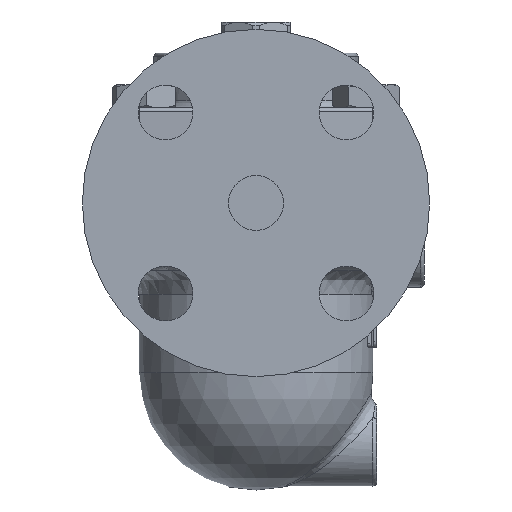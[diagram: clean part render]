
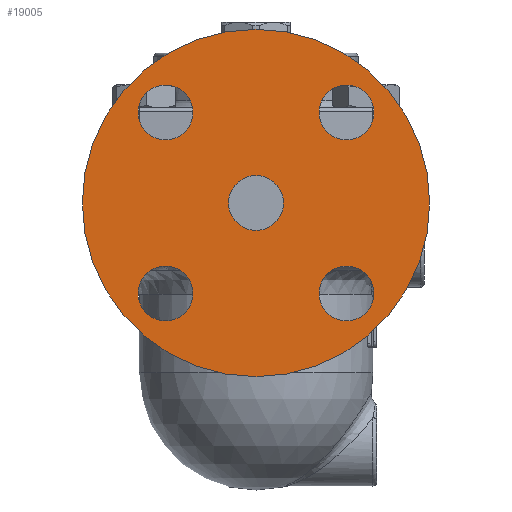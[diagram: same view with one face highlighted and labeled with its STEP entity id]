
A CAD part, left-side view. The second image highlights one B-rep face of the part: STEP entity #19005.
In plain terms, the highlighted planar face has unit normal (-1, 0, 0).
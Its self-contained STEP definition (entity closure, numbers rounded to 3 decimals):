
#18934=CARTESIAN_POINT('',(-85.0,0.0,-1.));
#18935=DIRECTION('',(1.0,0.0,0.0));
#18936=DIRECTION('',(0.0,0.0,-1.0));
#18937=AXIS2_PLACEMENT_3D('',#18934,#18935,#18936);
#18938=PLANE('',#18937);
#18939=CARTESIAN_POINT('',(-85.0,0.,-48.5));
#18940=VERTEX_POINT('',#18939);
#18941=CARTESIAN_POINT('',(-85.0,0.0,-1.));
#18942=DIRECTION('',(-1.0,0.0,0.0));
#18943=DIRECTION('',(0.0,0.0,1.0));
#18944=AXIS2_PLACEMENT_3D('',#18941,#18942,#18943);
#18945=CIRCLE('',#18944,47.5);
#18946=EDGE_CURVE('',#18940,#18940,#18945,.T.);
#18947=ORIENTED_EDGE('',*,*,#18946,.T.);
#18948=EDGE_LOOP('',(#18947));
#18949=FACE_OUTER_BOUND('',#18948,.T.);
#18950=CARTESIAN_POINT('',(-85.0,24.749,16.249));
#18951=VERTEX_POINT('',#18950);
#18952=CARTESIAN_POINT('',(-85.0,24.749,23.749));
#18953=DIRECTION('',(1.0,0.0,0.0));
#18954=DIRECTION('',(0.0,0.0,-1.0));
#18955=AXIS2_PLACEMENT_3D('',#18952,#18953,#18954);
#18956=CIRCLE('',#18955,7.5);
#18957=EDGE_CURVE('',#18951,#18951,#18956,.T.);
#18958=ORIENTED_EDGE('',*,*,#18957,.T.);
#18959=EDGE_LOOP('',(#18958));
#18960=FACE_BOUND('',#18959,.T.);
#18961=CARTESIAN_POINT('',(-85.0,17.249,-25.749));
#18962=VERTEX_POINT('',#18961);
#18963=CARTESIAN_POINT('',(-85.0,24.749,-25.749));
#18964=DIRECTION('',(1.0,0.0,0.0));
#18965=DIRECTION('',(0.0,-1.0,0.0));
#18966=AXIS2_PLACEMENT_3D('',#18963,#18964,#18965);
#18967=CIRCLE('',#18966,7.5);
#18968=EDGE_CURVE('',#18962,#18962,#18967,.T.);
#18969=ORIENTED_EDGE('',*,*,#18968,.T.);
#18970=EDGE_LOOP('',(#18969));
#18971=FACE_BOUND('',#18970,.T.);
#18972=CARTESIAN_POINT('',(-85.0,-24.749,-18.249));
#18973=VERTEX_POINT('',#18972);
#18974=CARTESIAN_POINT('',(-85.0,-24.749,-25.749));
#18975=DIRECTION('',(1.0,0.0,0.0));
#18976=DIRECTION('',(0.0,0.0,1.0));
#18977=AXIS2_PLACEMENT_3D('',#18974,#18975,#18976);
#18978=CIRCLE('',#18977,7.5);
#18979=EDGE_CURVE('',#18973,#18973,#18978,.T.);
#18980=ORIENTED_EDGE('',*,*,#18979,.T.);
#18981=EDGE_LOOP('',(#18980));
#18982=FACE_BOUND('',#18981,.T.);
#18983=CARTESIAN_POINT('',(-85.0,-17.249,23.749));
#18984=VERTEX_POINT('',#18983);
#18985=CARTESIAN_POINT('',(-85.0,-24.749,23.749));
#18986=DIRECTION('',(1.0,0.0,0.0));
#18987=DIRECTION('',(0.0,1.0,0.0));
#18988=AXIS2_PLACEMENT_3D('',#18985,#18986,#18987);
#18989=CIRCLE('',#18988,7.5);
#18990=EDGE_CURVE('',#18984,#18984,#18989,.T.);
#18991=ORIENTED_EDGE('',*,*,#18990,.T.);
#18992=EDGE_LOOP('',(#18991));
#18993=FACE_BOUND('',#18992,.T.);
#18994=CARTESIAN_POINT('',(-85.0,0.,-8.5));
#18995=VERTEX_POINT('',#18994);
#18996=CARTESIAN_POINT('',(-85.0,0.0,-1.));
#18997=DIRECTION('',(1.0,0.0,0.0));
#18998=DIRECTION('',(0.0,0.0,1.0));
#18999=AXIS2_PLACEMENT_3D('',#18996,#18997,#18998);
#19000=CIRCLE('',#18999,7.5);
#19001=EDGE_CURVE('',#18995,#18995,#19000,.T.);
#19002=ORIENTED_EDGE('',*,*,#19001,.T.);
#19003=EDGE_LOOP('',(#19002));
#19004=FACE_BOUND('',#19003,.T.);
#19005=ADVANCED_FACE('',(#18949,#18960,#18971,#18982,#18993,#19004),#18938,.F.);
